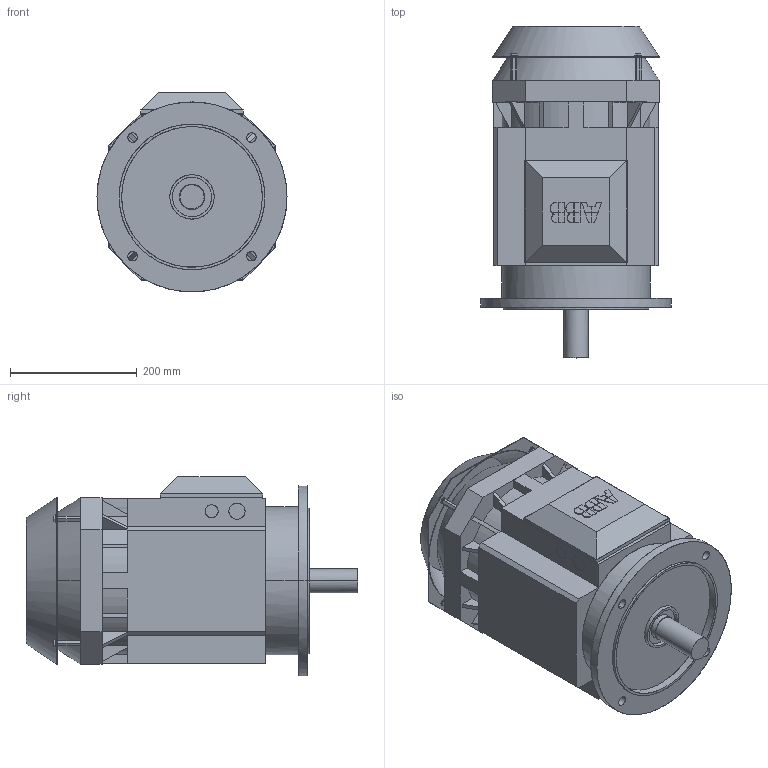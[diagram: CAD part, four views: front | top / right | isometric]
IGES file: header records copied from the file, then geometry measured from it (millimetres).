
Global section: file name: M3AA 132L B5 +005.igs; native system: NX V8.0; preprocessor: SIEMENS PLM Software NX 8.0; date: 20150716.151544; units: millimetre
Bounding box: 300 x 524 x 315.5 mm (x, y, z)
Surface area: 965566.9 mm2 (no closed solid volume)
Topology: 0 solids, 0 shells, 507 faces, 3284 edges, 3268 vertices
Faces by surface type: bspline 507
